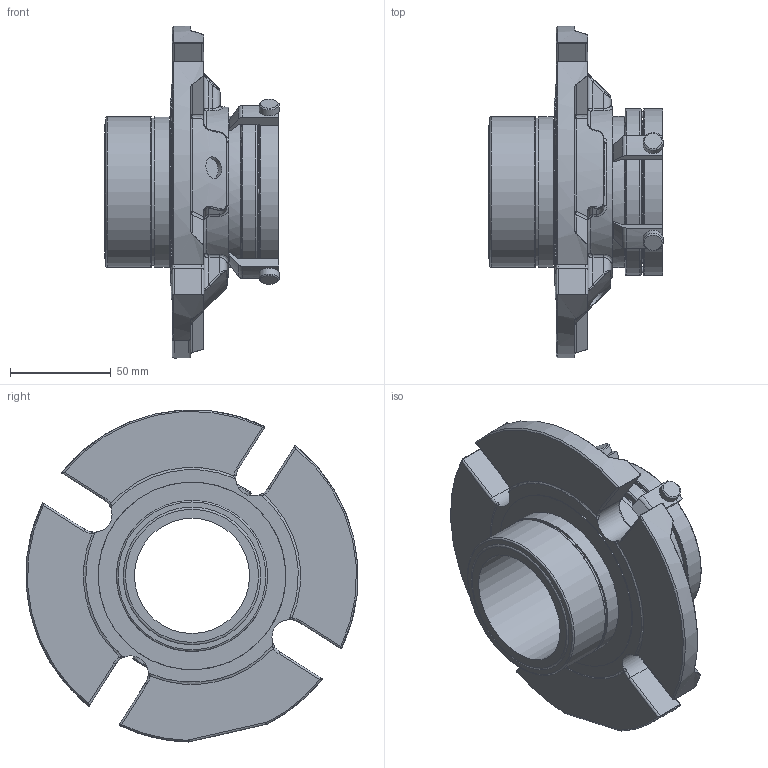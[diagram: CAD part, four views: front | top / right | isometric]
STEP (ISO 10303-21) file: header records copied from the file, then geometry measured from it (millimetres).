
FILE_DESCRIPTION(/* description */ ('Unknown'),/* implementation_level */ '2;1');
FILE_NAME(/* name */ '2.250',/* time_stamp */ '2023-02-13T13:25:16+00:00',/* author */ ('Unknown'),/* organization */ ('Unknown'),/* preprocessor_version */ 'ST-DEVELOPER v16.7',/* originating_system */ 'Solid Edge',/* authorisation */ 'Unknown');
FILE_SCHEMA (('AUTOMOTIVE_DESIGN {1 0 10303 214 3 1 1}'));
Length unit declared in the file: millimetre
Products named in the file (1): 2.250
Bounding box: 86.56 x 164.6 x 164.71 mm (x, y, z)
Volume: 411889.1 mm3; surface area: 91131 mm2
Topology: 1 solids, 1 shells, 605 faces, 1506 edges, 942 vertices
Faces by surface type: plane 198, cylinder 157, bspline 107, torus 86, sphere 32, cone 25
Full cylindrical faces by diameter (mm): 3.175 x2, 3.761 x1, 10 x4, 10.998 x2, 57.15 x1, 60.3 x1, 62.23 x1, 69.85 x1, 70.612 x1, 73.127 x1, 74.879 x1, 74.93 x1, 74.981 x1, 82.906 x1, 93.066 x1
Entity records: 20947 total; most frequent: CARTESIAN_POINT 7561, ORIENTED_EDGE 2908, DIRECTION 2563, EDGE_CURVE 1454, AXIS2_PLACEMENT_3D 1028, VERTEX_POINT 924, EDGE_LOOP 692, FACE_BOUND 692
